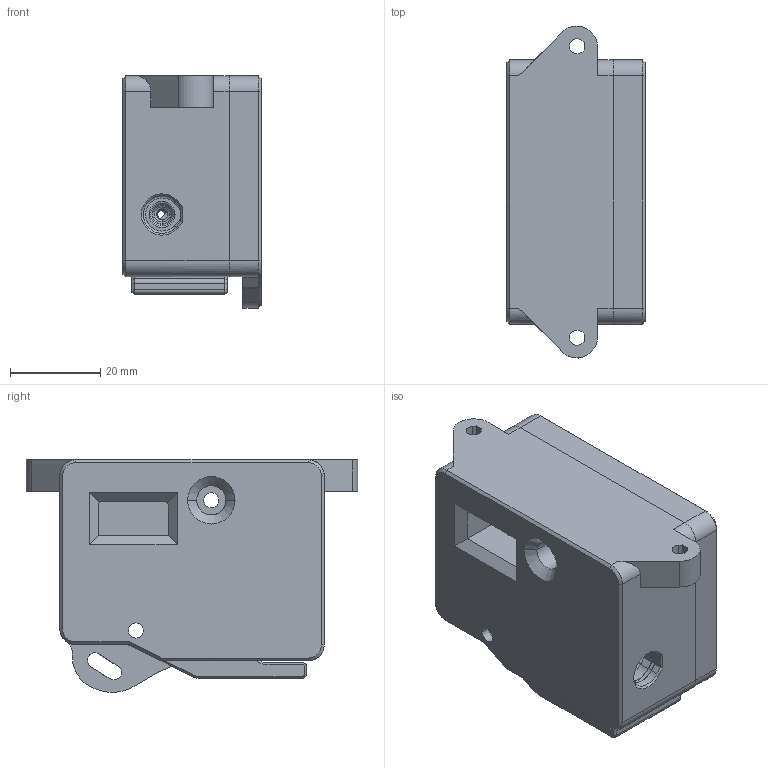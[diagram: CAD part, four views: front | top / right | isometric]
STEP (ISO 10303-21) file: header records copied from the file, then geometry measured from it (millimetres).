
FILE_DESCRIPTION((''),'2;1');
FILE_NAME('EXTRUDER_1_ASM','2025-07-12T18:14:27',('Tamir'),('ORBOTECH'),'CREO PARAMETRIC BY PTC INC, 2022284','CREO PARAMETRIC BY PTC INC, 2022284','');
FILE_SCHEMA(('CONFIG_CONTROL_DESIGN'));
Length unit declared in the file: millimetre
Products named in the file (9): EXTRUDER_HOUSING_X4_1; BODY2-45; BODY1-31137; _A__GUIDLER_X4_ASM; MOTOR_PLATE_X4; 5_5MMBALL__1_; OMRON-D2F__1_; FILAMENTSENSOR_ASM; EXTRUDER_1_ASM
Assembly tree (8 placements, depth 3):
  EXTRUDER_1_ASM
    EXTRUDER_HOUSING_X4_1
    _A__GUIDLER_X4_ASM
      BODY2-45
      BODY1-31137
    MOTOR_PLATE_X4
    FILAMENTSENSOR_ASM
      5_5MMBALL__1_
      OMRON-D2F__1_
Bounding box: 30.62 x 73.56 x 51.5 mm (x, y, z)
Volume: 62771.7 mm3; surface area: 26697.8 mm2
Topology: 6 solids, 10 shells, 641 faces, 1682 edges, 1075 vertices
Faces by surface type: plane 301, cylinder 196, cone 104, torus 22, bspline 14, sphere 4
Entity records: 21263 total; most frequent: CARTESIAN_POINT 4855, DIRECTION 3513, ORIENTED_EDGE 3356, EDGE_CURVE 1678, AXIS2_PLACEMENT_3D 1280, VERTEX_POINT 1075, VECTOR 953, LINE 953
